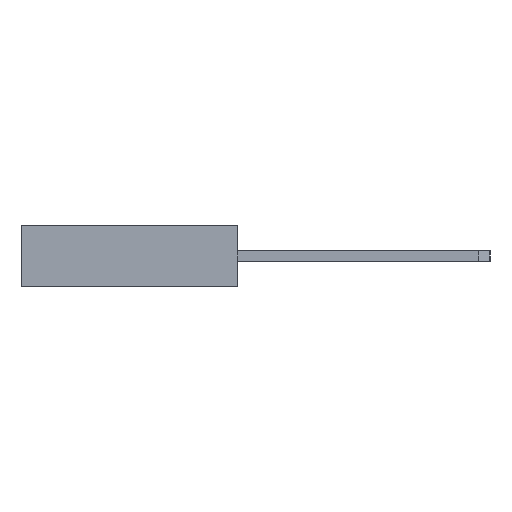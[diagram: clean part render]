
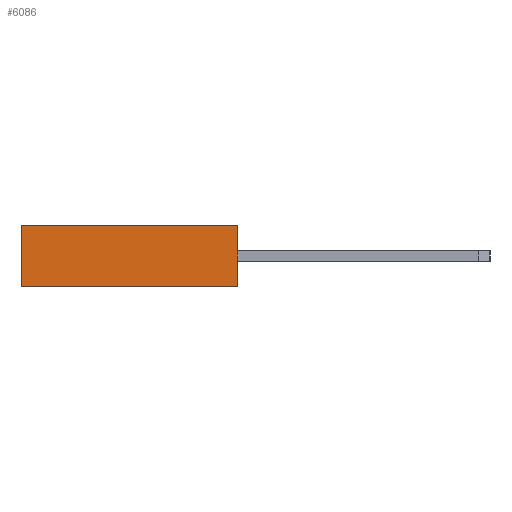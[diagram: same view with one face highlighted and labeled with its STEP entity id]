
A CAD part, left-side view. The second image highlights one B-rep face of the part: STEP entity #6086.
In plain terms, the highlighted planar face has unit normal (-1, 0, 0).
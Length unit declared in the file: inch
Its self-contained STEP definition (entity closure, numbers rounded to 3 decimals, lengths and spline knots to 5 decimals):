
#603=ORIENTED_EDGE('',*,*,#2168,.T.);
#604=ORIENTED_EDGE('',*,*,#1847,.F.);
#605=ORIENTED_EDGE('',*,*,#2209,.F.);
#606=ORIENTED_EDGE('',*,*,#1839,.T.);
#1839=EDGE_CURVE('',#2704,#2703,#3279,.T.);
#1847=EDGE_CURVE('',#2711,#2712,#3287,.T.);
#2168=EDGE_CURVE('',#2703,#2712,#3608,.T.);
#2209=EDGE_CURVE('',#2704,#2711,#3649,.T.);
#2703=VERTEX_POINT('',#8291);
#2704=VERTEX_POINT('',#8293);
#2711=VERTEX_POINT('',#8308);
#2712=VERTEX_POINT('',#8310);
#3279=LINE('',#8292,#4143);
#3287=LINE('',#8309,#4151);
#3608=LINE('',#8950,#4472);
#3649=LINE('',#9012,#4513);
#4143=VECTOR('',#6719,39.37008);
#4151=VECTOR('',#6729,39.37008);
#4472=VECTOR('',#7212,39.37008);
#4513=VECTOR('',#7295,39.37008);
#5030=EDGE_LOOP('',(#603,#604,#605,#606));
#5402=FACE_BOUND('',#5030,.T.);
#5774=PLANE('',#6424);
#6086=ADVANCED_FACE('',(#5402),#5774,.F.);
#6424=AXIS2_PLACEMENT_3D('',#9011,#7293,#7294);
#6719=DIRECTION('',(0.,-1.,0.));
#6729=DIRECTION('',(0.,-1.,0.));
#7212=DIRECTION('',(0.,0.,1.));
#7293=DIRECTION('',(1.,0.,0.));
#7294=DIRECTION('',(0.,0.,-1.));
#7295=DIRECTION('',(0.,0.,1.));
#8291=CARTESIAN_POINT('',(-1.01,0.,-0.0475));
#8292=CARTESIAN_POINT('',(-1.01,0.335,-0.0475));
#8293=CARTESIAN_POINT('',(-1.01,0.335,-0.0475));
#8308=CARTESIAN_POINT('',(-1.01,0.335,0.0475));
#8309=CARTESIAN_POINT('',(-1.01,0.335,0.0475));
#8310=CARTESIAN_POINT('',(-1.01,0.,0.0475));
#8950=CARTESIAN_POINT('',(-1.01,0.,-0.0475));
#9011=CARTESIAN_POINT('',(-1.01,0.335,-0.0475));
#9012=CARTESIAN_POINT('',(-1.01,0.335,-0.0475));
